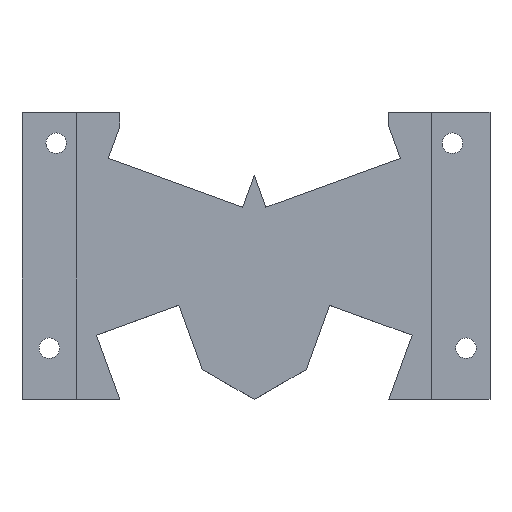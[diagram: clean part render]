
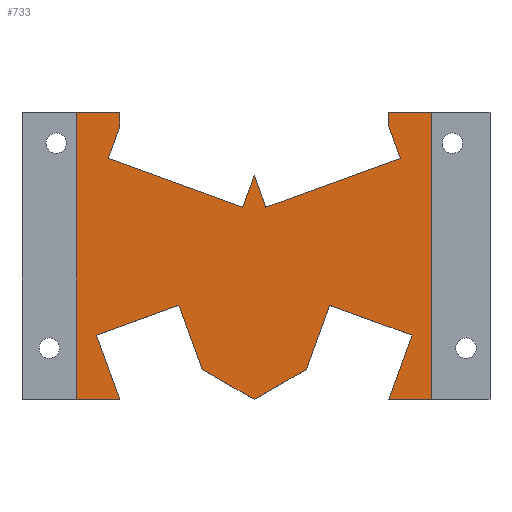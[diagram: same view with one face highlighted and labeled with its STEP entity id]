
A CAD part, top view. The second image highlights one B-rep face of the part: STEP entity #733.
In plain terms, the highlighted planar face has unit normal (0, 0, 1).
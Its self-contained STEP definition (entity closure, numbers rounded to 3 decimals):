
#27=LINE('',#1068,#114);
#28=LINE('',#1070,#115);
#29=LINE('',#1072,#116);
#30=LINE('',#1074,#117);
#31=LINE('',#1076,#118);
#32=LINE('',#1078,#119);
#33=LINE('',#1080,#120);
#34=LINE('',#1082,#121);
#35=LINE('',#1084,#122);
#36=LINE('',#1086,#123);
#37=LINE('',#1088,#124);
#38=LINE('',#1090,#125);
#39=LINE('',#1092,#126);
#40=LINE('',#1094,#127);
#41=LINE('',#1096,#128);
#42=LINE('',#1098,#129);
#43=LINE('',#1100,#130);
#44=LINE('',#1102,#131);
#45=LINE('',#1104,#132);
#46=LINE('',#1106,#133);
#47=LINE('',#1108,#134);
#48=LINE('',#1109,#135);
#114=VECTOR('',#869,10.);
#115=VECTOR('',#870,10.);
#116=VECTOR('',#871,10.);
#117=VECTOR('',#872,10.);
#118=VECTOR('',#873,10.);
#119=VECTOR('',#874,10.);
#120=VECTOR('',#875,10.);
#121=VECTOR('',#876,10.);
#122=VECTOR('',#877,10.);
#123=VECTOR('',#878,10.);
#124=VECTOR('',#879,10.);
#125=VECTOR('',#880,10.);
#126=VECTOR('',#881,10.);
#127=VECTOR('',#882,10.);
#128=VECTOR('',#883,10.);
#129=VECTOR('',#884,10.);
#130=VECTOR('',#885,10.);
#131=VECTOR('',#886,10.);
#132=VECTOR('',#887,10.);
#133=VECTOR('',#888,10.);
#134=VECTOR('',#889,10.);
#135=VECTOR('',#890,10.);
#217=FACE_OUTER_BOUND('',#262,.T.);
#262=EDGE_LOOP('',(#498,#499,#500,#501,#502,#503,#504,#505,#506,#507,#508,
#509,#510,#511,#512,#513,#514,#515,#516,#517,#518,#519));
#327=VERTEX_POINT('',#1066);
#328=VERTEX_POINT('',#1067);
#329=VERTEX_POINT('',#1069);
#330=VERTEX_POINT('',#1071);
#331=VERTEX_POINT('',#1073);
#332=VERTEX_POINT('',#1075);
#333=VERTEX_POINT('',#1077);
#334=VERTEX_POINT('',#1079);
#335=VERTEX_POINT('',#1081);
#336=VERTEX_POINT('',#1083);
#337=VERTEX_POINT('',#1085);
#338=VERTEX_POINT('',#1087);
#339=VERTEX_POINT('',#1089);
#340=VERTEX_POINT('',#1091);
#341=VERTEX_POINT('',#1093);
#342=VERTEX_POINT('',#1095);
#343=VERTEX_POINT('',#1097);
#344=VERTEX_POINT('',#1099);
#345=VERTEX_POINT('',#1101);
#346=VERTEX_POINT('',#1103);
#347=VERTEX_POINT('',#1105);
#348=VERTEX_POINT('',#1107);
#395=EDGE_CURVE('',#327,#328,#27,.T.);
#396=EDGE_CURVE('',#328,#329,#28,.T.);
#397=EDGE_CURVE('',#329,#330,#29,.T.);
#398=EDGE_CURVE('',#330,#331,#30,.T.);
#399=EDGE_CURVE('',#332,#331,#31,.T.);
#400=EDGE_CURVE('',#333,#332,#32,.T.);
#401=EDGE_CURVE('',#334,#333,#33,.T.);
#402=EDGE_CURVE('',#334,#335,#34,.T.);
#403=EDGE_CURVE('',#335,#336,#35,.T.);
#404=EDGE_CURVE('',#336,#337,#36,.T.);
#405=EDGE_CURVE('',#337,#338,#37,.T.);
#406=EDGE_CURVE('',#339,#338,#38,.T.);
#407=EDGE_CURVE('',#340,#339,#39,.T.);
#408=EDGE_CURVE('',#341,#340,#40,.T.);
#409=EDGE_CURVE('',#342,#341,#41,.T.);
#410=EDGE_CURVE('',#342,#343,#42,.T.);
#411=EDGE_CURVE('',#343,#344,#43,.T.);
#412=EDGE_CURVE('',#344,#345,#44,.T.);
#413=EDGE_CURVE('',#346,#345,#45,.T.);
#414=EDGE_CURVE('',#347,#346,#46,.T.);
#415=EDGE_CURVE('',#348,#347,#47,.T.);
#416=EDGE_CURVE('',#327,#348,#48,.T.);
#498=ORIENTED_EDGE('',*,*,#395,.T.);
#499=ORIENTED_EDGE('',*,*,#396,.T.);
#500=ORIENTED_EDGE('',*,*,#397,.T.);
#501=ORIENTED_EDGE('',*,*,#398,.T.);
#502=ORIENTED_EDGE('',*,*,#399,.F.);
#503=ORIENTED_EDGE('',*,*,#400,.F.);
#504=ORIENTED_EDGE('',*,*,#401,.F.);
#505=ORIENTED_EDGE('',*,*,#402,.T.);
#506=ORIENTED_EDGE('',*,*,#403,.T.);
#507=ORIENTED_EDGE('',*,*,#404,.T.);
#508=ORIENTED_EDGE('',*,*,#405,.T.);
#509=ORIENTED_EDGE('',*,*,#406,.F.);
#510=ORIENTED_EDGE('',*,*,#407,.F.);
#511=ORIENTED_EDGE('',*,*,#408,.F.);
#512=ORIENTED_EDGE('',*,*,#409,.F.);
#513=ORIENTED_EDGE('',*,*,#410,.T.);
#514=ORIENTED_EDGE('',*,*,#411,.T.);
#515=ORIENTED_EDGE('',*,*,#412,.T.);
#516=ORIENTED_EDGE('',*,*,#413,.F.);
#517=ORIENTED_EDGE('',*,*,#414,.F.);
#518=ORIENTED_EDGE('',*,*,#415,.F.);
#519=ORIENTED_EDGE('',*,*,#416,.F.);
#700=PLANE('',#796);
#733=ADVANCED_FACE('',(#217),#700,.T.);
#796=AXIS2_PLACEMENT_3D('',#1065,#867,#868);
#867=DIRECTION('center_axis',(0.,0.,
1.));
#868=DIRECTION('ref_axis',(1.,0.,0.));
#869=DIRECTION('',(-0.342,-0.94,0.));
#870=DIRECTION('',(-0.94,0.342,0.));
#871=DIRECTION('',(0.342,0.94,0.));
#872=DIRECTION('',(0.,1.,0.));
#873=DIRECTION('',(1.,0.,0.));
#874=DIRECTION('',(0.,1.,0.));
#875=DIRECTION('',(-1.,0.,0.));
#876=DIRECTION('',(-0.342,0.94,0.));
#877=DIRECTION('',(0.94,0.342,0.));
#878=DIRECTION('',(0.342,-0.94,0.));
#879=DIRECTION('',(0.866,-0.5,0.));
#880=DIRECTION('',(-0.866,-0.5,0.));
#881=DIRECTION('',(-0.342,-0.94,0.));
#882=DIRECTION('',(-0.94,0.342,0.));
#883=DIRECTION('',(0.342,0.94,0.));
#884=DIRECTION('',(1.,0.,0.));
#885=DIRECTION('',(0.,1.,0.));
#886=DIRECTION('',(-1.,0.,0.));
#887=DIRECTION('',(0.,1.,0.));
#888=DIRECTION('',(-0.342,0.94,0.));
#889=DIRECTION('',(0.94,0.342,0.));
#890=DIRECTION('',(0.342,-0.94,0.));
#1065=CARTESIAN_POINT('Origin',(72.587,376.74,-57.356));
#1066=CARTESIAN_POINT('',(54.,369.578,-57.356));
#1067=CARTESIAN_POINT('',(52.29,364.879,-57.356));
#1068=CARTESIAN_POINT('',(56.238,375.727,-57.356));
#1069=CARTESIAN_POINT('',(32.611,372.042,-57.356));
#1070=CARTESIAN_POINT('',(49.506,365.893,-57.356));
#1071=CARTESIAN_POINT('',(34.321,376.74,-57.356));
#1072=CARTESIAN_POINT('',(36.559,382.89,-57.356));
#1073=CARTESIAN_POINT('',(34.321,378.74,-57.356));
#1074=CARTESIAN_POINT('',(34.321,376.74,-57.356));
#1075=CARTESIAN_POINT('',(28.,378.74,-57.356));
#1076=CARTESIAN_POINT('',(34.92,378.74,-57.356));
#1077=CARTESIAN_POINT('',(28.,336.74,-57.356));
#1078=CARTESIAN_POINT('',(28.,376.74,-57.356));
#1079=CARTESIAN_POINT('',(34.321,336.74,-57.356));
#1080=CARTESIAN_POINT('',(34.92,336.74,-57.356));
#1081=CARTESIAN_POINT('',(30.901,346.137,-57.356));
#1082=CARTESIAN_POINT('',(30.131,348.251,-57.356));
#1083=CARTESIAN_POINT('',(42.971,350.53,-57.356));
#1084=CARTESIAN_POINT('',(54.224,354.626,-57.356));
#1085=CARTESIAN_POINT('',(46.391,341.133,-57.356));
#1086=CARTESIAN_POINT('',(42.201,352.645,-57.356));
#1087=CARTESIAN_POINT('',(54.,336.74,-57.356));
#1088=CARTESIAN_POINT('',(54.,336.74,-57.356));
#1089=CARTESIAN_POINT('',(61.609,341.133,-57.356));
#1090=CARTESIAN_POINT('',(54.,336.74,-57.356));
#1091=CARTESIAN_POINT('',(65.029,350.53,-57.356));
#1092=CARTESIAN_POINT('',(65.799,352.645,-57.356));
#1093=CARTESIAN_POINT('',(77.099,346.137,-57.356));
#1094=CARTESIAN_POINT('',(53.776,354.626,-57.356));
#1095=CARTESIAN_POINT('',(73.679,336.74,-57.356));
#1096=CARTESIAN_POINT('',(77.869,348.251,-57.356));
#1097=CARTESIAN_POINT('',(80.,336.74,-57.356));
#1098=CARTESIAN_POINT('',(73.08,336.74,-57.356));
#1099=CARTESIAN_POINT('',(80.,378.74,-57.356));
#1100=CARTESIAN_POINT('',(80.,376.74,-57.356));
#1101=CARTESIAN_POINT('',(73.679,378.74,-57.356));
#1102=CARTESIAN_POINT('',(73.08,378.74,-57.356));
#1103=CARTESIAN_POINT('',(73.679,376.74,-57.356));
#1104=CARTESIAN_POINT('',(73.679,376.74,-57.356));
#1105=CARTESIAN_POINT('',(75.389,372.042,-57.356));
#1106=CARTESIAN_POINT('',(71.441,382.89,-57.356));
#1107=CARTESIAN_POINT('',(55.71,364.879,-57.356));
#1108=CARTESIAN_POINT('',(58.494,365.893,-57.356));
#1109=CARTESIAN_POINT('',(51.762,375.727,-57.356));
